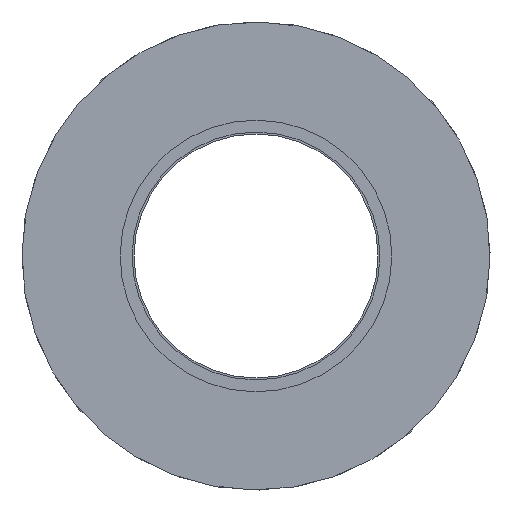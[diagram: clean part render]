
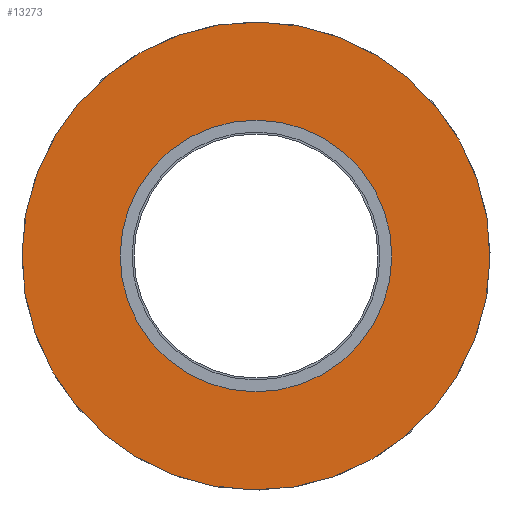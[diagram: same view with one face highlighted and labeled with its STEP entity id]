
A CAD part, left-side view. The second image highlights one B-rep face of the part: STEP entity #13273.
In plain terms, the highlighted face is planar.
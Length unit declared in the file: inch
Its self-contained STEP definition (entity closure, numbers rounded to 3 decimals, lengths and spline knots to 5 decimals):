
#224 = AXIS2_PLACEMENT_3D ( 'NONE', #1358, #14392, #18741 ) ;
#481 = DIRECTION ( 'NONE',  ( 0., 0., -1. ) ) ;
#613 = ORIENTED_EDGE ( 'NONE', *, *, #15990, .T. ) ;
#789 = DIRECTION ( 'NONE',  ( 0., 0., -1. ) ) ;
#1358 = CARTESIAN_POINT ( 'NONE',  ( 0., 0., 0. ) ) ;
#1602 = CIRCLE ( 'NONE', #16460, 0.59 ) ;
#1821 = CARTESIAN_POINT ( 'NONE',  ( 0., 0., 0. ) ) ;
#1852 = FACE_OUTER_BOUND ( 'NONE', #5510, .T. ) ;
#2701 = DIRECTION ( 'NONE',  ( 0., 0., -1. ) ) ;
#2862 = VERTEX_POINT ( 'NONE', #3288 ) ;
#2883 = CIRCLE ( 'NONE', #13524, 0.59 ) ;
#3288 = CARTESIAN_POINT ( 'NONE',  ( 0.3425, 0., 0. ) ) ;
#3352 = EDGE_CURVE ( 'NONE', #11309, #2862, #16666, .T. ) ;
#4229 = CARTESIAN_POINT ( 'NONE',  ( 0., 0., 0. ) ) ;
#5510 = EDGE_LOOP ( 'NONE', ( #613, #9494 ) ) ;
#6603 = DIRECTION ( 'NONE',  ( -1., 0., 0. ) ) ;
#6735 = ORIENTED_EDGE ( 'NONE', *, *, #3352, .F. ) ;
#7611 = CARTESIAN_POINT ( 'NONE',  ( -0.3425, 0., 0. ) ) ;
#8023 = FACE_BOUND ( 'NONE', #12967, .T. ) ;
#8158 = ORIENTED_EDGE ( 'NONE', *, *, #11862, .F. ) ;
#8695 = DIRECTION ( 'NONE',  ( -1., 0., 0. ) ) ;
#9114 = AXIS2_PLACEMENT_3D ( 'NONE', #1821, #481, #15980 ) ;
#9353 = CARTESIAN_POINT ( 'NONE',  ( 0.59, 0., 0. ) ) ;
#9494 = ORIENTED_EDGE ( 'NONE', *, *, #18413, .T. ) ;
#10435 = PLANE ( 'NONE',  #16060 ) ;
#11309 = VERTEX_POINT ( 'NONE', #7611 ) ;
#11862 = EDGE_CURVE ( 'NONE', #2862, #11309, #18130, .T. ) ;
#11867 = DIRECTION ( 'NONE',  ( 0., 0., 1. ) ) ;
#12967 = EDGE_LOOP ( 'NONE', ( #6735, #8158 ) ) ;
#13192 = DIRECTION ( 'NONE',  ( 1., 0., 0. ) ) ;
#13273 = ADVANCED_FACE ( 'NONE', ( #8023, #1852 ), #10435, .F. ) ;
#13289 = CARTESIAN_POINT ( 'NONE',  ( 0.59, 0., 0. ) ) ;
#13524 = AXIS2_PLACEMENT_3D ( 'NONE', #4229, #2701, #8695 ) ;
#14392 = DIRECTION ( 'NONE',  ( 0., 0., -1. ) ) ;
#15980 = DIRECTION ( 'NONE',  ( -1., 0., 0. ) ) ;
#15990 = EDGE_CURVE ( 'NONE', #17533, #18685, #1602, .T. ) ;
#16060 = AXIS2_PLACEMENT_3D ( 'NONE', #13289, #11867, #13192 ) ;
#16460 = AXIS2_PLACEMENT_3D ( 'NONE', #18458, #789, #6603 ) ;
#16666 = CIRCLE ( 'NONE', #9114, 0.3425 ) ;
#16816 = CARTESIAN_POINT ( 'NONE',  ( -0.59, 0., 0. ) ) ;
#17533 = VERTEX_POINT ( 'NONE', #16816 ) ;
#18130 = CIRCLE ( 'NONE', #224, 0.3425 ) ;
#18413 = EDGE_CURVE ( 'NONE', #18685, #17533, #2883, .T. ) ;
#18458 = CARTESIAN_POINT ( 'NONE',  ( 0., 0., 0. ) ) ;
#18685 = VERTEX_POINT ( 'NONE', #9353 ) ;
#18741 = DIRECTION ( 'NONE',  ( -1., 0., 0. ) ) ;
